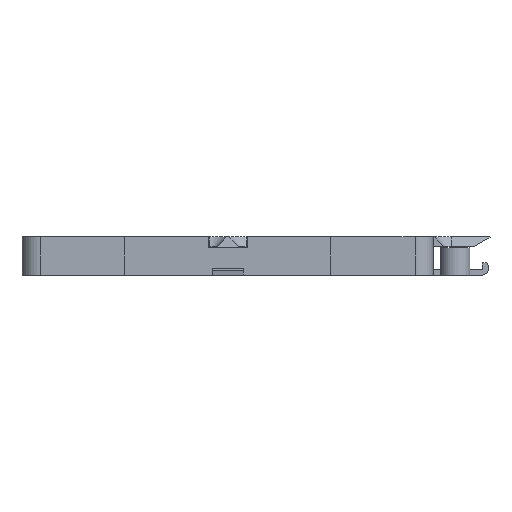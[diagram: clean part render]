
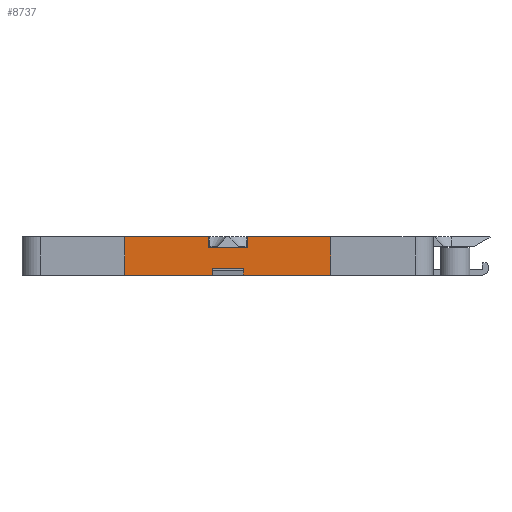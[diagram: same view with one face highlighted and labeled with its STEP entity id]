
A CAD part, front view. The second image highlights one B-rep face of the part: STEP entity #8737.
In plain terms, the highlighted planar face has unit normal (0, -1, 0).
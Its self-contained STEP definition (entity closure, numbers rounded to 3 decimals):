
#281=FACE_OUTER_BOUND('',#771,.T.);
#771=EDGE_LOOP('',(#6269,#6270,#6271,#6272,#6273,#6274,#6275,#6276,#6277,
#6278,#6279,#6280));
#1317=LINE('',#12699,#2383);
#1332=LINE('',#12728,#2398);
#1395=LINE('',#12900,#2461);
#1399=LINE('',#12907,#2465);
#1402=LINE('',#12912,#2468);
#1413=LINE('',#12936,#2479);
#1423=LINE('',#12956,#2489);
#1427=LINE('',#12963,#2493);
#1433=LINE('',#12974,#2499);
#1434=LINE('',#12976,#2500);
#1438=LINE('',#12984,#2504);
#1439=LINE('',#12985,#2505);
#2383=VECTOR('',#10185,10.);
#2398=VECTOR('',#10210,10.);
#2461=VECTOR('',#10375,10.);
#2465=VECTOR('',#10381,10.);
#2468=VECTOR('',#10386,10.);
#2479=VECTOR('',#10403,10.);
#2489=VECTOR('',#10417,10.);
#2493=VECTOR('',#10425,10.);
#2499=VECTOR('',#10439,10.);
#2500=VECTOR('',#10440,10.);
#2504=VECTOR('',#10448,10.);
#2505=VECTOR('',#10449,10.);
#3646=VERTEX_POINT('',#12696);
#3647=VERTEX_POINT('',#12698);
#3656=VERTEX_POINT('',#12726);
#3714=VERTEX_POINT('',#12899);
#3715=VERTEX_POINT('',#12903);
#3716=VERTEX_POINT('',#12905);
#3726=VERTEX_POINT('',#12933);
#3727=VERTEX_POINT('',#12935);
#3734=VERTEX_POINT('',#12953);
#3735=VERTEX_POINT('',#12955);
#3738=VERTEX_POINT('',#12975);
#3740=VERTEX_POINT('',#12983);
#4539=EDGE_CURVE('',#3646,#3647,#1317,.T.);
#4554=EDGE_CURVE('',#3646,#3656,#1332,.T.);
#4639=EDGE_CURVE('',#3656,#3714,#1395,.T.);
#4643=EDGE_CURVE('',#3715,#3716,#1399,.F.);
#4646=EDGE_CURVE('',#3714,#3715,#1402,.F.);
#4657=EDGE_CURVE('',#3727,#3726,#1413,.T.);
#4667=EDGE_CURVE('',#3735,#3734,#1423,.T.);
#4671=EDGE_CURVE('',#3726,#3735,#1427,.T.);
#4677=EDGE_CURVE('',#3647,#3734,#1433,.T.);
#4678=EDGE_CURVE('',#3727,#3738,#1434,.T.);
#4682=EDGE_CURVE('',#3716,#3740,#1438,.T.);
#4683=EDGE_CURVE('',#3738,#3740,#1439,.T.);
#6269=ORIENTED_EDGE('',*,*,#4539,.F.);
#6270=ORIENTED_EDGE('',*,*,#4554,.T.);
#6271=ORIENTED_EDGE('',*,*,#4639,.T.);
#6272=ORIENTED_EDGE('',*,*,#4646,.T.);
#6273=ORIENTED_EDGE('',*,*,#4643,.T.);
#6274=ORIENTED_EDGE('',*,*,#4682,.T.);
#6275=ORIENTED_EDGE('',*,*,#4683,.F.);
#6276=ORIENTED_EDGE('',*,*,#4678,.F.);
#6277=ORIENTED_EDGE('',*,*,#4657,.T.);
#6278=ORIENTED_EDGE('',*,*,#4671,.T.);
#6279=ORIENTED_EDGE('',*,*,#4667,.T.);
#6280=ORIENTED_EDGE('',*,*,#4677,.F.);
#8331=PLANE('',#9295);
#8737=ADVANCED_FACE('',(#281),#8331,.T.);
#9295=AXIS2_PLACEMENT_3D('',#12982,#10446,#10447);
#10185=DIRECTION('',(0.,0.,-1.));
#10210=DIRECTION('',(-1.,0.,0.));
#10375=DIRECTION('',(0.,0.,-1.));
#10381=DIRECTION('',(0.,0.,-1.));
#10386=DIRECTION('',(1.,0.,0.));
#10403=DIRECTION('',(0.,0.,1.));
#10417=DIRECTION('',(0.,0.,-1.));
#10425=DIRECTION('',(1.,0.,0.));
#10439=DIRECTION('',(-1.,0.,0.));
#10440=DIRECTION('',(-1.,0.,0.));
#10446=DIRECTION('center_axis',(0.,-1.,0.));
#10447=DIRECTION('ref_axis',(1.,0.,0.));
#10448=DIRECTION('',(-1.,0.,0.));
#10449=DIRECTION('',(0.,0.,1.));
#12696=CARTESIAN_POINT('',(47.428,1.9,4.629));
#12698=CARTESIAN_POINT('',(47.428,1.9,-3.171));
#12699=CARTESIAN_POINT('',(47.428,1.9,0.479));
#12726=CARTESIAN_POINT('',(30.428,1.9,4.629));
#12728=CARTESIAN_POINT('',(-54.844,1.9,4.629));
#12899=CARTESIAN_POINT('',(30.428,1.9,2.379));
#12900=CARTESIAN_POINT('',(30.428,1.9,1.477));
#12903=CARTESIAN_POINT('',(22.428,1.9,2.379));
#12905=CARTESIAN_POINT('',(22.428,1.9,4.629));
#12907=CARTESIAN_POINT('',(22.428,1.9,1.477));
#12912=CARTESIAN_POINT('',(-57.572,1.9,2.379));
#12933=CARTESIAN_POINT('',(23.228,1.9,-1.821));
#12935=CARTESIAN_POINT('',(23.228,1.9,-3.171));
#12936=CARTESIAN_POINT('',(23.228,1.9,-1.471));
#12953=CARTESIAN_POINT('',(29.628,1.9,-3.171));
#12955=CARTESIAN_POINT('',(29.628,1.9,-1.821));
#12956=CARTESIAN_POINT('',(29.628,1.9,-1.471));
#12963=CARTESIAN_POINT('',(-36.572,1.9,-1.821));
#12974=CARTESIAN_POINT('',(-99.572,1.9,-3.171));
#12975=CARTESIAN_POINT('',(5.428,1.9,-3.171));
#12976=CARTESIAN_POINT('',(-141.572,1.9,-3.171));
#12982=CARTESIAN_POINT('Origin',(-99.572,1.9,0.229));
#12983=CARTESIAN_POINT('',(5.428,1.9,4.629));
#12984=CARTESIAN_POINT('',(-54.844,1.9,4.629));
#12985=CARTESIAN_POINT('',(5.428,1.9,-1.471));
